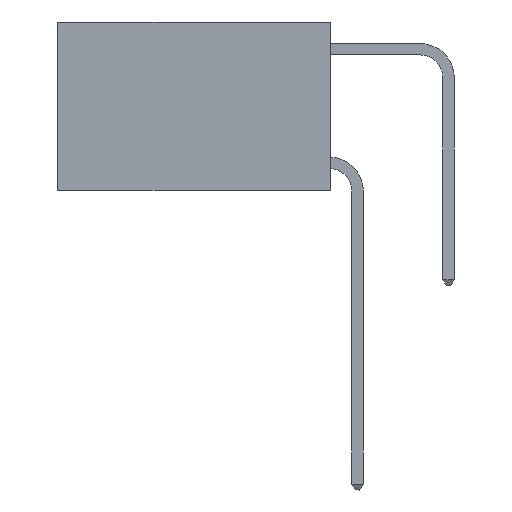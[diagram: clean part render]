
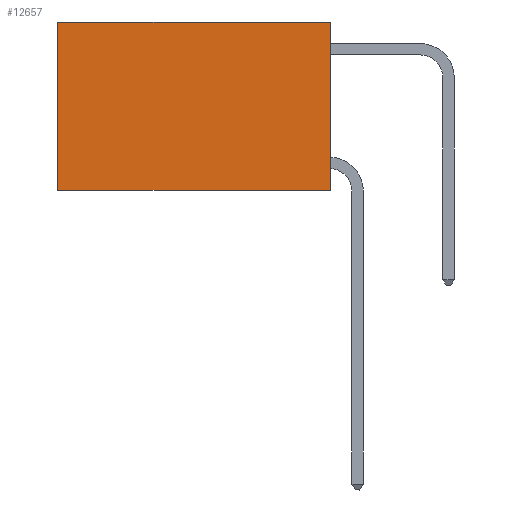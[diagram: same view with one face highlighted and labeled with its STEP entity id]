
A CAD part, left-side view. The second image highlights one B-rep face of the part: STEP entity #12657.
In plain terms, the highlighted planar face has unit normal (-1, 0, 0).
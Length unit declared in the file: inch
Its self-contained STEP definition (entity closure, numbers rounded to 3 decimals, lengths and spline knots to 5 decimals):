
#324 = EDGE_LOOP ( 'NONE', ( #16484, #15823, #761, #6438 ) ) ;
#761 = ORIENTED_EDGE ( 'NONE', *, *, #5849, .F. ) ;
#1382 = FACE_OUTER_BOUND ( 'NONE', #324, .T. ) ;
#1567 = CARTESIAN_POINT ( 'NONE',  ( 0.2625, 0., 0. ) ) ;
#2684 = VECTOR ( 'NONE', #11317, 39.37008 ) ;
#3975 = CARTESIAN_POINT ( 'NONE',  ( 0.2625, 0.6, 0. ) ) ;
#4174 = PLANE ( 'NONE',  #12647 ) ;
#4278 = EDGE_CURVE ( 'NONE', #16516, #15139, #16827, .T. ) ;
#4893 = LINE ( 'NONE', #4908, #13090 ) ;
#4908 = CARTESIAN_POINT ( 'NONE',  ( 0.2625, 0., 0. ) ) ;
#5243 = VERTEX_POINT ( 'NONE', #6653 ) ;
#5725 = CARTESIAN_POINT ( 'NONE',  ( 0.2625, 0., 0. ) ) ;
#5849 = EDGE_CURVE ( 'NONE', #16516, #5243, #4893, .T. ) ;
#6438 = ORIENTED_EDGE ( 'NONE', *, *, #4278, .T. ) ;
#6624 = EDGE_CURVE ( 'NONE', #15139, #11049, #7715, .T. ) ;
#6653 = CARTESIAN_POINT ( 'NONE',  ( 0.2625, 0., -0.37 ) ) ;
#7453 = LINE ( 'NONE', #9984, #2684 ) ;
#7715 = LINE ( 'NONE', #15533, #16743 ) ;
#7918 = DIRECTION ( 'NONE',  ( 0., 0., -1. ) ) ;
#9649 = DIRECTION ( 'NONE',  ( 0., 1., 0. ) ) ;
#9881 = VECTOR ( 'NONE', #9649, 39.37008 ) ;
#9984 = CARTESIAN_POINT ( 'NONE',  ( 0.2625, 0., -0.37 ) ) ;
#10771 = DIRECTION ( 'NONE',  ( 0., 0., -1. ) ) ;
#10939 = EDGE_CURVE ( 'NONE', #5243, #11049, #7453, .T. ) ;
#11049 = VERTEX_POINT ( 'NONE', #11543 ) ;
#11317 = DIRECTION ( 'NONE',  ( 0., 1., 0. ) ) ;
#11543 = CARTESIAN_POINT ( 'NONE',  ( 0.2625, 0.6, -0.37 ) ) ;
#12647 = AXIS2_PLACEMENT_3D ( 'NONE', #14745, #15978, #10771 ) ;
#12657 = ADVANCED_FACE ( 'NONE', ( #1382 ), #4174, .F. ) ;
#13090 = VECTOR ( 'NONE', #15552, 39.37008 ) ;
#14745 = CARTESIAN_POINT ( 'NONE',  ( 0.2625, 0., 0. ) ) ;
#15139 = VERTEX_POINT ( 'NONE', #3975 ) ;
#15533 = CARTESIAN_POINT ( 'NONE',  ( 0.2625, 0.6, 0. ) ) ;
#15552 = DIRECTION ( 'NONE',  ( 0., 0., -1. ) ) ;
#15823 = ORIENTED_EDGE ( 'NONE', *, *, #10939, .F. ) ;
#15978 = DIRECTION ( 'NONE',  ( 1., 0., 0. ) ) ;
#16484 = ORIENTED_EDGE ( 'NONE', *, *, #6624, .T. ) ;
#16516 = VERTEX_POINT ( 'NONE', #1567 ) ;
#16743 = VECTOR ( 'NONE', #7918, 39.37008 ) ;
#16827 = LINE ( 'NONE', #5725, #9881 ) ;
